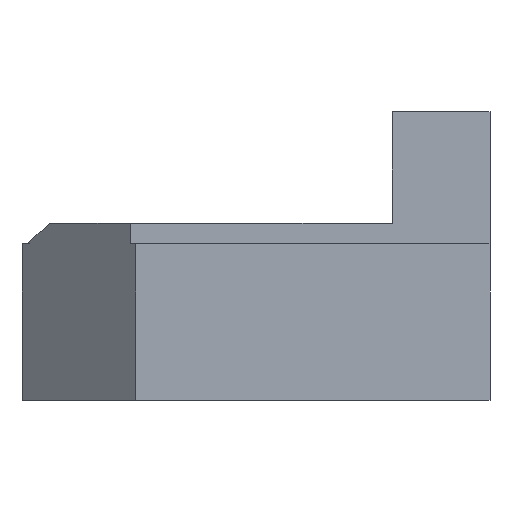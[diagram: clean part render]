
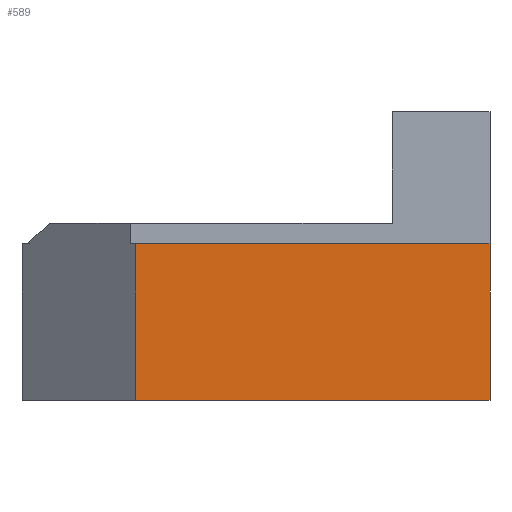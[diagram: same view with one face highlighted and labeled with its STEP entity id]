
A CAD part, front view. The second image highlights one B-rep face of the part: STEP entity #589.
In plain terms, the highlighted planar face has unit normal (0, -1, 0).
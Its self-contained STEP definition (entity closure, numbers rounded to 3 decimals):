
#64 = VERTEX_POINT('',#65);
#65 = CARTESIAN_POINT('',(76.75,37.55,37.85));
#71 = EDGE_CURVE('',#72,#64,#74,.T.);
#72 = VERTEX_POINT('',#73);
#73 = CARTESIAN_POINT('',(76.75,37.55,30.15));
#74 = LINE('',#75,#76);
#75 = CARTESIAN_POINT('',(76.75,37.55,30.15));
#76 = VECTOR('',#77,1.);
#77 = DIRECTION('',(0.,0.,1.));
#461 = EDGE_CURVE('',#72,#462,#464,.T.);
#462 = VERTEX_POINT('',#463);
#463 = CARTESIAN_POINT('',(59.35,37.55,30.15));
#464 = LINE('',#465,#466);
#465 = CARTESIAN_POINT('',(76.75,37.55,30.15));
#466 = VECTOR('',#467,1.);
#467 = DIRECTION('',(-1.,0.,0.));
#540 = EDGE_CURVE('',#64,#541,#543,.T.);
#541 = VERTEX_POINT('',#542);
#542 = CARTESIAN_POINT('',(59.35,37.55,37.85));
#543 = LINE('',#544,#545);
#544 = CARTESIAN_POINT('',(76.75,37.55,37.85));
#545 = VECTOR('',#546,1.);
#546 = DIRECTION('',(-1.,0.,0.));
#589 = ADVANCED_FACE('',(#590),#601,.T.);
#590 = FACE_BOUND('',#591,.T.);
#591 = EDGE_LOOP('',(#592,#593,#594,#600));
#592 = ORIENTED_EDGE('',*,*,#71,.T.);
#593 = ORIENTED_EDGE('',*,*,#540,.T.);
#594 = ORIENTED_EDGE('',*,*,#595,.F.);
#595 = EDGE_CURVE('',#462,#541,#596,.T.);
#596 = LINE('',#597,#598);
#597 = CARTESIAN_POINT('',(59.35,37.55,30.15));
#598 = VECTOR('',#599,1.);
#599 = DIRECTION('',(0.,0.,1.));
#600 = ORIENTED_EDGE('',*,*,#461,.F.);
#601 = PLANE('',#602);
#602 = AXIS2_PLACEMENT_3D('',#603,#604,#605);
#603 = CARTESIAN_POINT('',(76.75,37.55,30.15));
#604 = DIRECTION('',(0.,-1.,0.));
#605 = DIRECTION('',(-1.,0.,0.));
